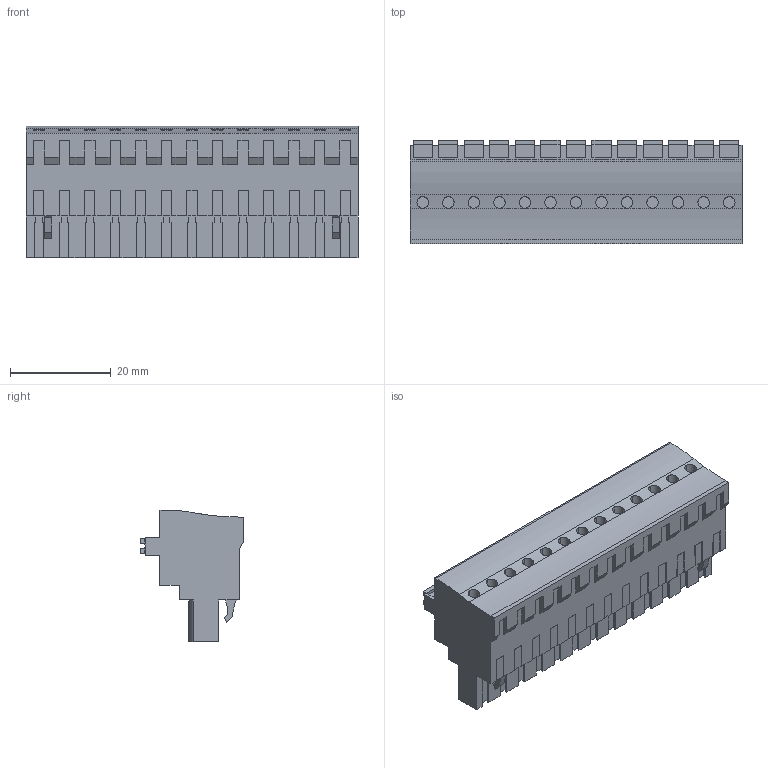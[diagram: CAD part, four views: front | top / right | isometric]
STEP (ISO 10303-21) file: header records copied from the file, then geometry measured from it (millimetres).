
FILE_DESCRIPTION(('CATIA V5 STEP Exchange','CAx-IF Rec.Pracs.--- Model Styling and Organization---1.2---2011-12-15'),'2;1');
FILE_NAME ('D1461164_0_1982810000_1982810000.stp','2017-10-30T15:03:13+00:00',('none'),('Weidmueller'),'CATIA Version 5-6 Release 2014','CATIA V5 STEP AP214','none');
FILE_SCHEMA(('AUTOMOTIVE_DESIGN { 1 0 10303 214 1 1 1 1 }'));
Length unit declared in the file: millimetre
Products named in the file (1): 1982810000
Bounding box: 66.04 x 20.64 x 26.24 mm (x, y, z)
Volume: 19494.5 mm3; surface area: 9499.1 mm2
Topology: 14 solids, 14 shells, 898 faces, 2502 edges, 1686 vertices
Faces by surface type: plane 765, cylinder 133
Entity records: 26080 total; most frequent: ORIENTED_EDGE 5004, CARTESIAN_POINT 4829, DIRECTION 3340, EDGE_CURVE 2502, VECTOR 2236, LINE 2236, VERTEX_POINT 1686, EDGE_LOOP 952
